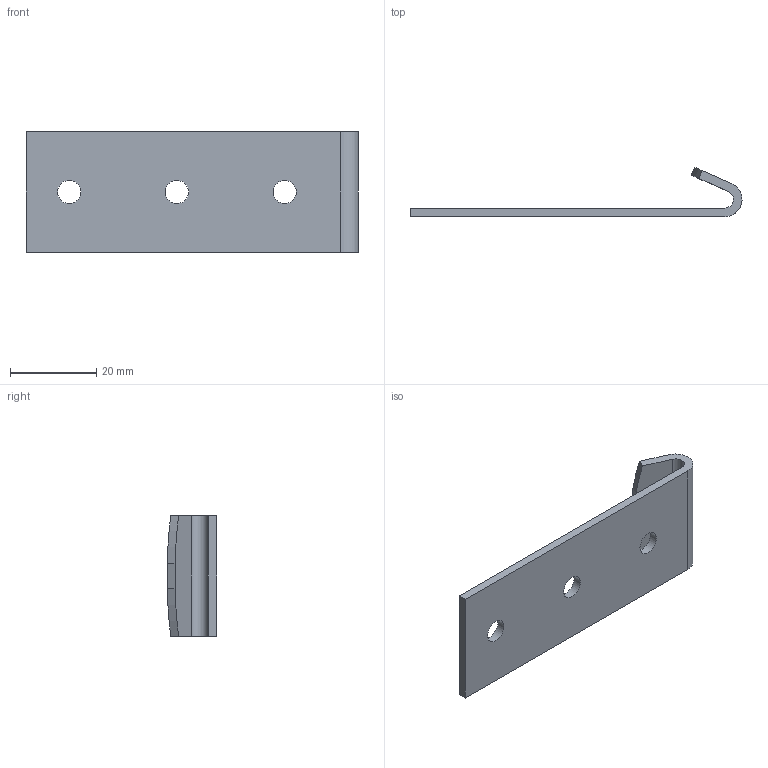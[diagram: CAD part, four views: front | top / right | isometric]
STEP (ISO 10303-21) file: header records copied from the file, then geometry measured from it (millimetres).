
FILE_DESCRIPTION( ( 'STEP AP214' ), '1' );
FILE_NAME( 'K0045.9254772.stp', '2019-05-29T13:28:02', ( '' ), ( '' ), ' ', 'PARTsolutions', ' ' );
FILE_SCHEMA( ( 'AUTOMOTIVE_DESIGN { 1 0 10303 214 1 1 1 1 }' ) );
Length unit declared in the file: millimetre
Products named in the file (2): K0045.9254772_; _K0045_gegenhaken_8
Assembly tree (1 placements, depth 2):
  K0045.9254772_
    _K0045_gegenhaken_8
Bounding box: 77 x 11.5 x 28 mm (x, y, z)
Volume: 4902.7 mm3; surface area: 5471.7 mm2
Topology: 1 solids, 1 shells, 15 faces, 42 edges, 29 vertices
Faces by surface type: plane 8, cylinder 7
Full cylindrical faces by diameter (mm): 5.4 x3
Entity records: 622 total; most frequent: DIRECTION 84, CARTESIAN_POINT 79, ORIENTED_EDGE 72, EDGE_CURVE 36, AXIS2_PLACEMENT_3D 31, VERTEX_POINT 26, EDGE_LOOP 24, LINE 22
